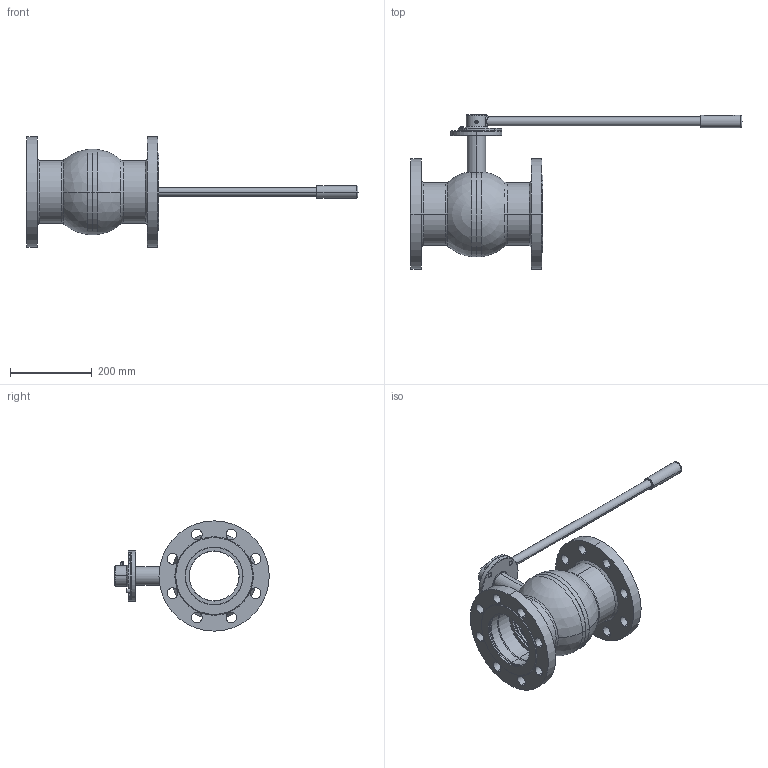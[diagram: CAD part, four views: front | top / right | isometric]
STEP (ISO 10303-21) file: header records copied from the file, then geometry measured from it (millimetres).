
FILE_DESCRIPTION (( 'STEP AP214' ), '1' );
FILE_NAME ('8600425125 010.step', '2025-05-29T08:20:39', ( '' ), ( '' ), 'SwSTEP 2.0', 'SolidWorks 2023', '' );
FILE_SCHEMA (( 'AUTOMOTIVE_DESIGN' ));
Length unit declared in the file: millimetre
Products named in the file (1): 8600425125 010
Bounding box: 812.6 x 378.28 x 270 mm (x, y, z)
Surface area: 679396.1 mm2 (no closed solid volume)
Topology: 0 solids, 58 shells, 279 faces, 1223 edges, 973 vertices
Faces by surface type: cylinder 153, cone 56, torus 32, plane 28, sphere 6, bspline 4
Entity records: 16050 total; most frequent: CARTESIAN_POINT 6592, DIRECTION 1956, ORIENTED_EDGE 1720, EDGE_CURVE 1223, VERTEX_POINT 973, AXIS2_PLACEMENT_3D 806, CIRCLE 530, EDGE_LOOP 353
